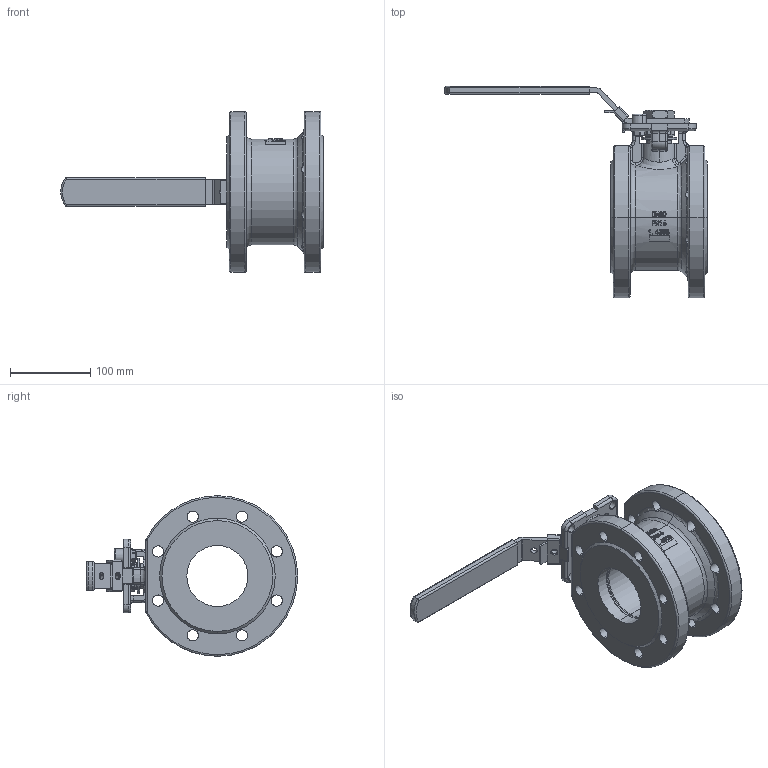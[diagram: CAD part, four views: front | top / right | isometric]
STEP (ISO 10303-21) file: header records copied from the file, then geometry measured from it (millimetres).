
FILE_DESCRIPTION (( 'STEP AP203' ), '1' );
FILE_NAME ('蚾饜极-900585460040301.SLDASM.SLDPRT.STEP', '2024-11-06T02:43:50', ( '2023' ), ( '' ), 'SwSTEP 2.0', 'SolidWorks 2013', '' );
FILE_SCHEMA (( 'CONFIG_CONTROL_DESIGN' ));
Length unit declared in the file: millimetre
Products named in the file (1): 蚾饜极-900585460040301.SLDASM.SLDPRT
Bounding box: 327 x 263.21 x 200 mm (x, y, z)
Volume: 1942825.4 mm3; surface area: 430037.1 mm2
Topology: 26 solids, 26 shells, 1173 faces, 2997 edges, 1896 vertices
Faces by surface type: plane 426, cylinder 324, bspline 188, cone 139, torus 85, sphere 11
Entity records: 62647 total; most frequent: CARTESIAN_POINT 35207, ORIENTED_EDGE 5924, DIRECTION 5307, EDGE_CURVE 2962, AXIS2_PLACEMENT_3D 1983, VERTEX_POINT 1889, VECTOR 1341, LINE 1341
